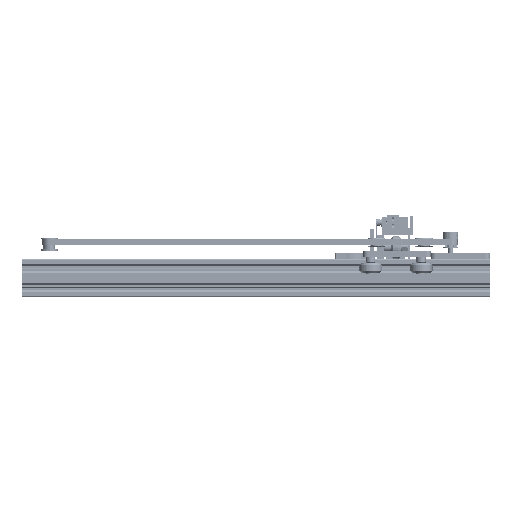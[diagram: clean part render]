
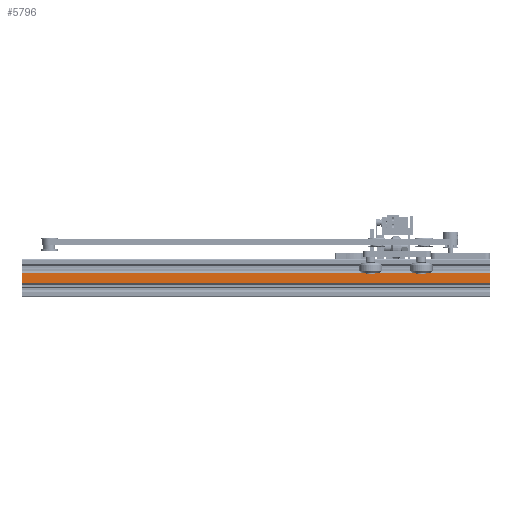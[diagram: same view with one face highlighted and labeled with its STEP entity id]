
A CAD part, front view. The second image highlights one B-rep face of the part: STEP entity #5796.
In plain terms, the highlighted face is planar.
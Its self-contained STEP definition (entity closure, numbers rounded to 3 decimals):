
#5796=ADVANCED_FACE('',(#11527),#11529,.T.);
#11527=FACE_BOUND('',#11528,.T.);
#11528=EDGE_LOOP('',(#22771,#22772,#22773,#22774));
#11529=PLANE('',#11530);
#11530=AXIS2_PLACEMENT_3D('',#11531,#11532,#11533);
#11531=CARTESIAN_POINT('',(-3.113,1.905,0.));
#11532=DIRECTION('',(-1.,0.,0.));
#11533=DIRECTION('',(0.,-1.,0.));
#22771=ORIENTED_EDGE('',*,*,#29494,.T.);
#22772=ORIENTED_EDGE('',*,*,#29319,.T.);
#22773=ORIENTED_EDGE('',*,*,#29495,.F.);
#22774=ORIENTED_EDGE('',*,*,#29264,.F.);
#29264=EDGE_CURVE('',#34135,#34137,#34138,.T.);
#29319=EDGE_CURVE('',#34237,#34242,#34244,.T.);
#29494=EDGE_CURVE('',#34135,#34237,#34539,.T.);
#29495=EDGE_CURVE('',#34137,#34242,#34540,.T.);
#34135=VERTEX_POINT('',#43656);
#34137=VERTEX_POINT('',#43660);
#34138=LINE('',#43661,#43662);
#34237=VERTEX_POINT('',#43864);
#34242=VERTEX_POINT('',#43873);
#34244=LINE('',#43877,#43878);
#34539=LINE('',#44532,#44533);
#34540=LINE('',#44535,#44536);
#43656=CARTESIAN_POINT('',(-3.113,21.905,-101.33));
#43660=CARTESIAN_POINT('',(-3.113,21.905,390.));
#43661=CARTESIAN_POINT('',(-3.113,21.905,-101.33));
#43662=VECTOR('',#43663,1.);
#43663=DIRECTION('',(0.,0.,1.));
#43864=CARTESIAN_POINT('',(-3.113,12.105,-101.33));
#43873=CARTESIAN_POINT('',(-3.113,12.105,390.));
#43877=CARTESIAN_POINT('',(-3.113,12.105,-101.33));
#43878=VECTOR('',#43879,1.);
#43879=DIRECTION('',(0.,0.,1.));
#44532=CARTESIAN_POINT('',(-3.113,21.905,-101.33));
#44533=VECTOR('',#44534,1.);
#44534=DIRECTION('',(0.,-1.,0.));
#44535=CARTESIAN_POINT('',(-3.113,21.905,390.));
#44536=VECTOR('',#44537,1.);
#44537=DIRECTION('',(0.,-1.,0.));
